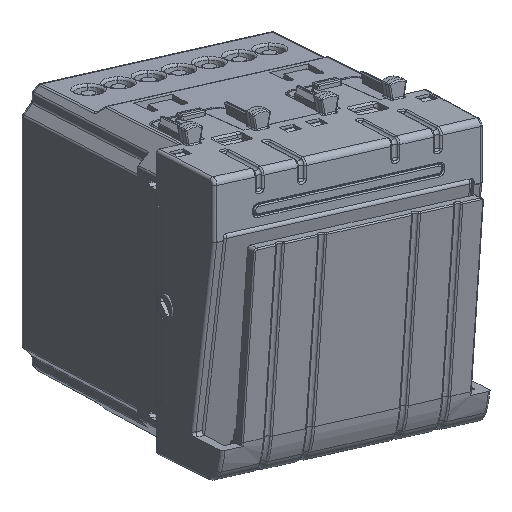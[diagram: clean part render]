
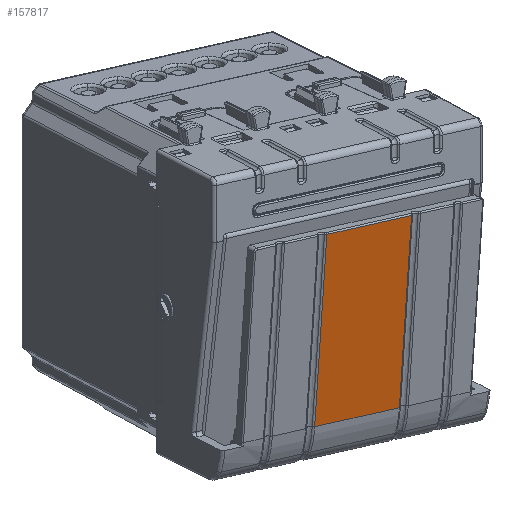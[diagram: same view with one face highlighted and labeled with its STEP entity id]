
A CAD part, top view. The second image highlights one B-rep face of the part: STEP entity #157817.
In plain terms, the highlighted planar face has unit normal (0.547, -0.382, 0.745).
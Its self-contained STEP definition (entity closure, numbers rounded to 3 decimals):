
#154643=CARTESIAN_POINT('Line Origine',(18.33,3.108,9.069)) ;
#154647=CARTESIAN_POINT('Vertex',(21.842,3.898,6.898)) ;
#154649=CARTESIAN_POINT('Vertex',(33.552,6.533,-0.342)) ;
#157272=CARTESIAN_POINT('Axis2P3D Location',(27.697,5.216,3.278)) ;
#157792=CARTESIAN_POINT('Line Origine',(22.686,17.182,13.098)) ;
#157796=CARTESIAN_POINT('Vertex',(23.529,30.466,19.297)) ;
#157799=CARTESIAN_POINT('Line Origine',(34.396,19.817,5.857)) ;
#157803=CARTESIAN_POINT('Vertex',(35.239,33.102,12.057)) ;
#157806=CARTESIAN_POINT('Line Origine',(29.384,31.784,15.677)) ;
#154644=DIRECTION('Vector Direction',(-0.835,-0.188,0.517)) ;
#157273=DIRECTION('Axis2P3D Direction',(0.547,-0.382,0.745)) ;
#157274=DIRECTION('Axis2P3D XDirection',(0.057,0.905,0.422)) ;
#157793=DIRECTION('Vector Direction',(0.057,0.905,0.422)) ;
#157800=DIRECTION('Vector Direction',(0.057,0.905,0.422)) ;
#157807=DIRECTION('Vector Direction',(-0.835,-0.188,0.517)) ;
#157275=AXIS2_PLACEMENT_3D('Plane Axis2P3D',#157272,#157273,#157274) ;
#157812=ORIENTED_EDGE('',*,*,#157798,.F.) ;
#157813=ORIENTED_EDGE('',*,*,#154651,.T.) ;
#157814=ORIENTED_EDGE('',*,*,#157805,.F.) ;
#157815=ORIENTED_EDGE('',*,*,#157810,.F.) ;
#154645=VECTOR('Line Direction',#154644,1.) ;
#157794=VECTOR('Line Direction',#157793,1.) ;
#157801=VECTOR('Line Direction',#157800,1.) ;
#157808=VECTOR('Line Direction',#157807,1.) ;
#157817=ADVANCED_FACE('DS3647.1',(#157816),#157276,.T.) ;
#154651=EDGE_CURVE('',#154648,#154650,#154646,.F.) ;
#157798=EDGE_CURVE('',#154648,#157797,#157795,.T.) ;
#157805=EDGE_CURVE('',#157804,#154650,#157802,.F.) ;
#157810=EDGE_CURVE('',#157797,#157804,#157809,.F.) ;
#157811=EDGE_LOOP('',(#157812,#157813,#157814,#157815)) ;
#157816=FACE_OUTER_BOUND('',#157811,.T.) ;
#154646=LINE('Line',#154643,#154645) ;
#157795=LINE('Line',#157792,#157794) ;
#157802=LINE('Line',#157799,#157801) ;
#157809=LINE('Line',#157806,#157808) ;
#157276=PLANE('',#157275) ;
#154648=VERTEX_POINT('',#154647) ;
#154650=VERTEX_POINT('',#154649) ;
#157797=VERTEX_POINT('',#157796) ;
#157804=VERTEX_POINT('',#157803) ;
